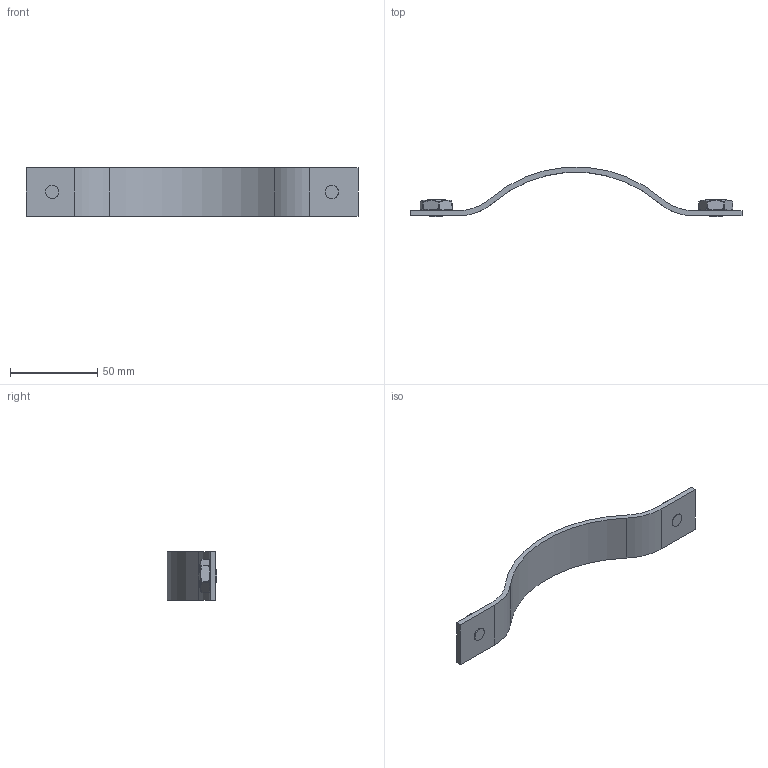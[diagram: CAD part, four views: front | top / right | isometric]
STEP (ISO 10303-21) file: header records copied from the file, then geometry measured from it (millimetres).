
FILE_DESCRIPTION(('Creo Elements/Direct Modeling STEP Export'),'2;1');
FILE_NAME('LE004-190.stp','2019-01-08T 8:25:43',(''),(''),'Creo Elements/Direct Modeling STEP processor for AP214 (Solid Model)','Creo Elements/Direct Modeling 20.0 12-Nov-2016 (C) Parametric Technology GmbH','');
FILE_SCHEMA(('AUTOMOTIVE_DESIGN { 1 0 10303 214 1 1 1 1 }'));
Length unit declared in the file: millimetre
Products named in the file (2): LE004-190
Assembly tree (1 placements, depth 2):
  LE004-190
    LE004-190
Bounding box: 190 x 28.27 x 28 mm (x, y, z)
Volume: 19944.6 mm3; surface area: 13530.7 mm2
Topology: 1 solids, 1 shells, 352 faces, 934 edges, 604 vertices
Faces by surface type: extrusion 172, plane 94, bspline 48, cylinder 18, cone 12, torus 8
Entity records: 21485 total; most frequent: CARTESIAN_POINT 13982, ORIENTED_EDGE 1868, EDGE_CURVE 934, DIRECTION 890, B_SPLINE_CURVE_WITH_KNOTS 612, VERTEX_POINT 604, VECTOR 566, LINE 394
